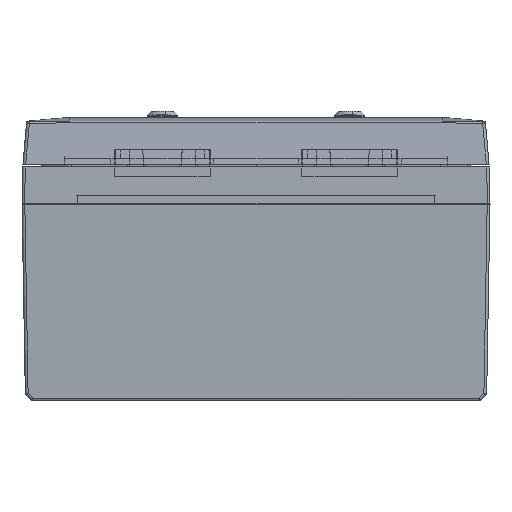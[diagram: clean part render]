
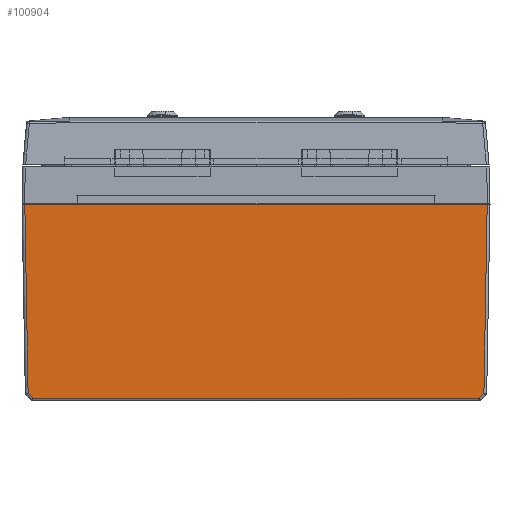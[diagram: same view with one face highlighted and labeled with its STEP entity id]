
A CAD part, left-side view. The second image highlights one B-rep face of the part: STEP entity #100904.
In plain terms, the highlighted face is planar.
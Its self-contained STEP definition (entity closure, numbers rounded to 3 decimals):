
#1578 = VERTEX_POINT ( 'NONE', #32769 ) ;
#4375 = DIRECTION ( 'NONE',  ( 0., -0.017, 1. ) ) ;
#6249 = VECTOR ( 'NONE', #12134, 1000. ) ;
#8722 = ORIENTED_EDGE ( 'NONE', *, *, #60358, .T. ) ;
#9246 = EDGE_CURVE ( 'NONE', #12669, #23252, #39947, .T. ) ;
#11780 = CARTESIAN_POINT ( 'NONE',  ( 243.48, -201.664, 346.48 ) ) ;
#12053 = DIRECTION ( 'NONE',  ( 0.017, 1., 0.017 ) ) ;
#12134 = DIRECTION ( 'NONE',  ( 0.707, 0.707, 0.012 ) ) ;
#12625 = VERTEX_POINT ( 'NONE', #28639 ) ;
#12669 = VERTEX_POINT ( 'NONE', #97988 ) ;
#15715 = CARTESIAN_POINT ( 'NONE',  ( 239.334, -207.052, 346.386 ) ) ;
#16678 = VECTOR ( 'NONE', #122800, 1000. ) ;
#21464 = EDGE_CURVE ( 'NONE', #23252, #102665, #98487, .T. ) ;
#23252 = VERTEX_POINT ( 'NONE', #11780 ) ;
#25177 = LINE ( 'NONE', #15715, #103577 ) ;
#26414 = CARTESIAN_POINT ( 'NONE',  ( -347.587, -97.557, 348.297 ) ) ;
#27046 = LINE ( 'NONE', #26414, #47799 ) ;
#28639 = CARTESIAN_POINT ( 'NONE',  ( -243.48, -201.664, 346.48 ) ) ;
#28724 = ORIENTED_EDGE ( 'NONE', *, *, #113005, .F. ) ;
#28877 = ORIENTED_EDGE ( 'NONE', *, *, #123264, .T. ) ;
#29532 = AXIS2_PLACEMENT_3D ( 'NONE', #34055, #4375, #102764 ) ;
#32769 = CARTESIAN_POINT ( 'NONE',  ( -247., 0., 350. ) ) ;
#34055 = CARTESIAN_POINT ( 'NONE',  ( -250., 0., 350. ) ) ;
#35904 = DIRECTION ( 'NONE',  ( 0.707, -0.707, -0.012 ) ) ;
#39947 = LINE ( 'NONE', #78396, #6249 ) ;
#40748 = CARTESIAN_POINT ( 'NONE',  ( 247., 0., 350. ) ) ;
#43714 = VERTEX_POINT ( 'NONE', #114905 ) ;
#47799 = VECTOR ( 'NONE', #35904, 1000. ) ;
#50524 = CARTESIAN_POINT ( 'NONE',  ( 246.849, -8.67, 349.849 ) ) ;
#60358 = EDGE_CURVE ( 'NONE', #12625, #43714, #27046, .T. ) ;
#68961 = VECTOR ( 'NONE', #12053, 1000. ) ;
#72499 = PLANE ( 'NONE',  #29532 ) ;
#78162 = LINE ( 'NONE', #98949, #109896 ) ;
#78396 = CARTESIAN_POINT ( 'NONE',  ( 97.625, -347.519, 343.934 ) ) ;
#86788 = LINE ( 'NONE', #114552, #16678 ) ;
#91433 = FACE_OUTER_BOUND ( 'NONE', #108603, .T. ) ;
#92046 = DIRECTION ( 'NONE',  ( 1., 0., 0. ) ) ;
#97988 = CARTESIAN_POINT ( 'NONE',  ( 238.092, -207.052, 346.386 ) ) ;
#98487 = LINE ( 'NONE', #50524, #68961 ) ;
#98949 = CARTESIAN_POINT ( 'NONE',  ( -247.001, 0.052, 350.001 ) ) ;
#100904 = ADVANCED_FACE ( 'NONE', ( #91433 ), #72499, .T. ) ;
#102665 = VERTEX_POINT ( 'NONE', #40748 ) ;
#102764 = DIRECTION ( 'NONE',  ( 0., -1., -0.017 ) ) ;
#103577 = VECTOR ( 'NONE', #92046, 1000. ) ;
#107182 = DIRECTION ( 'NONE',  ( 0.017, -1., -0.017 ) ) ;
#108603 = EDGE_LOOP ( 'NONE', ( #123082, #124670, #114964, #28724, #28877, #8722 ) ) ;
#109896 = VECTOR ( 'NONE', #107182, 1000. ) ;
#113005 = EDGE_CURVE ( 'NONE', #1578, #102665, #86788, .T. ) ;
#114552 = CARTESIAN_POINT ( 'NONE',  ( -250., 0., 350. ) ) ;
#114905 = CARTESIAN_POINT ( 'NONE',  ( -238.092, -207.052, 346.386 ) ) ;
#114964 = ORIENTED_EDGE ( 'NONE', *, *, #21464, .T. ) ;
#121287 = EDGE_CURVE ( 'NONE', #43714, #12669, #25177, .T. ) ;
#122800 = DIRECTION ( 'NONE',  ( 1., 0., 0. ) ) ;
#123082 = ORIENTED_EDGE ( 'NONE', *, *, #121287, .T. ) ;
#123264 = EDGE_CURVE ( 'NONE', #1578, #12625, #78162, .T. ) ;
#124670 = ORIENTED_EDGE ( 'NONE', *, *, #9246, .T. ) ;
